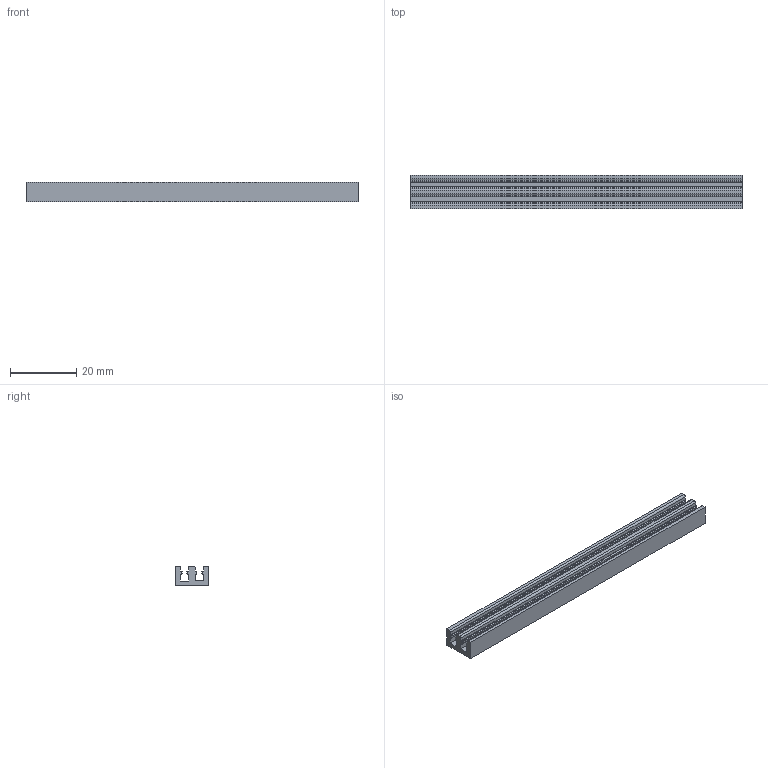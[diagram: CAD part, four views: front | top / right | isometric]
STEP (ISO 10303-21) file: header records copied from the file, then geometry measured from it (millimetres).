
FILE_DESCRIPTION(('FreeCAD Model'),'2;1');
FILE_NAME('ICKSMDO100SA.step', '2020-03-08T17:59:07',('Author'),(''), 'Open CASCADE STEP processor 7.3','FreeCAD','Unknown');
FILE_SCHEMA(('AUTOMOTIVE_DESIGN { 1 0 10303 214 1 1 1 1 }'));
Length unit declared in the file: millimetre
Products named in the file (1): ICKSMDO100SA
Bounding box: 100 x 10 x 6 mm (x, y, z)
Volume: 3919.6 mm3; surface area: 5304.6 mm2
Topology: 1 solids, 1 shells, 50 faces, 128 edges, 80 vertices
Faces by surface type: plane 30, cylinder 20
Entity records: 3501 total; most frequent: CARTESIAN_POINT 943, DIRECTION 458, LINE 320, VECTOR 320, ORIENTED_EDGE 256, PCURVE 256, DEFINITIONAL_REPRESENTATION 256, EDGE_CURVE 128
